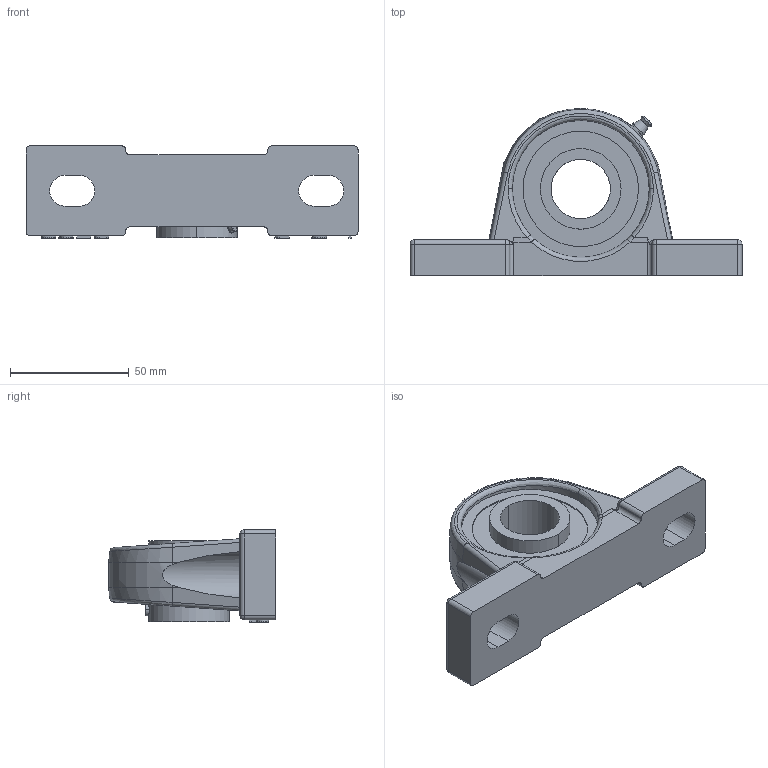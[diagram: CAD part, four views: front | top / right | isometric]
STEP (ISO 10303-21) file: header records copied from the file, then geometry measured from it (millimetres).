
FILE_DESCRIPTION((''),'2;1');
FILE_NAME('UCP205ISB','2017-03-13T',('giuseppe.caruso'),(''),'CREO PARAMETRIC BY PTC INC, 2014500','CREO PARAMETRIC BY PTC INC, 2014500','');
FILE_SCHEMA(('CONFIG_CONTROL_DESIGN'));
Length unit declared in the file: millimetre
Products named in the file (1): UCP205ISB
Bounding box: 140 x 70.44 x 39 mm (x, y, z)
Volume: 125689.8 mm3; surface area: 30038.1 mm2
Topology: 1 solids, 3 shells, 690 faces, 1924 edges, 1263 vertices
Faces by surface type: plane 579, cylinder 66, bspline 23, cone 12, torus 10
Entity records: 23080 total; most frequent: CARTESIAN_POINT 5455, ORIENTED_EDGE 3826, DIRECTION 3322, EDGE_CURVE 1920, VECTOR 1698, LINE 1698, VERTEX_POINT 1263, AXIS2_PLACEMENT_3D 812
